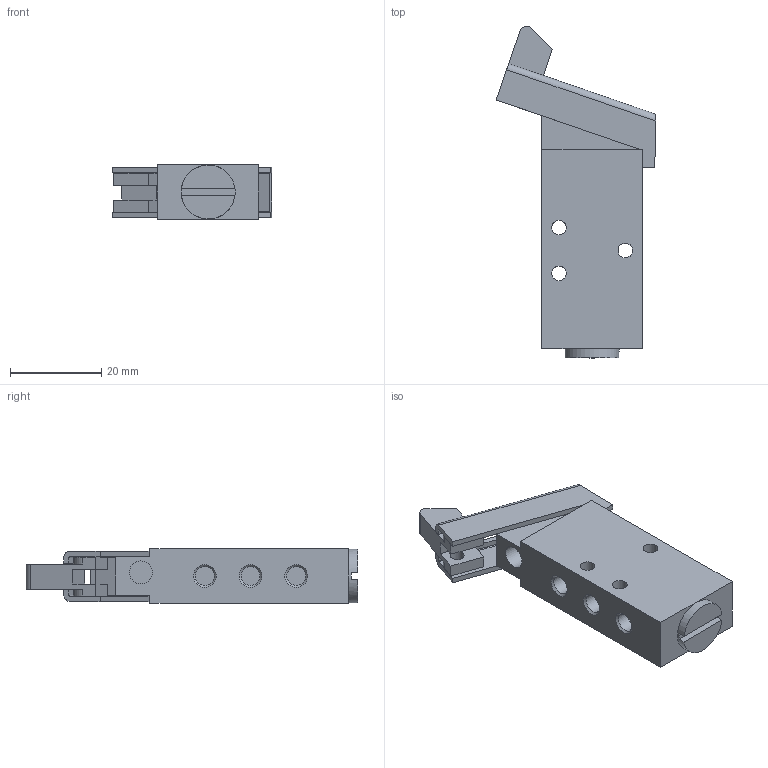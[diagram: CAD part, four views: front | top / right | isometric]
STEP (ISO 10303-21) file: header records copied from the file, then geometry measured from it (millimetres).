
FILE_DESCRIPTION( ( 'STEP AP214' ), '1' );
FILE_NAME( '105.52.3.1.stp', '2021-10-27T12:47:20', ( 'License CC BY-ND 4.0' ), ( 'CADENAS' ), ' ', 'PARTsolutions', ' ' );
FILE_SCHEMA( ( 'AUTOMOTIVE_DESIGN { 1 0 10303 214 1 1 1 1 }' ) );
Length unit declared in the file: millimetre
Products named in the file (5): 105.52.3.1; _105.52.3.1-dummy; _M105.52.3.1; _105.11; _105/13
Assembly tree (4 placements, depth 2):
  105.52.3.1
    _105.52.3.1-dummy
    _M105.52.3.1
    _105.11
    _105/13
Bounding box: 34.88 x 72.61 x 12 mm (x, y, z)
Volume: 13769.4 mm3; surface area: 7292.6 mm2
Topology: 3 solids, 3 shells, 87 faces, 218 edges, 145 vertices
Faces by surface type: plane 59, cylinder 23, cone 5
Full cylindrical faces by diameter (mm): 3 x1, 3.1 x2, 3.2 x3, 4.134 x5, 5 x1, 11.8 x1
Entity records: 3281 total; most frequent: DIRECTION 437, CARTESIAN_POINT 429, ORIENTED_EDGE 392, EDGE_CURVE 196, AXIS2_PLACEMENT_3D 149, VERTEX_POINT 140, LINE 139, VECTOR 139
